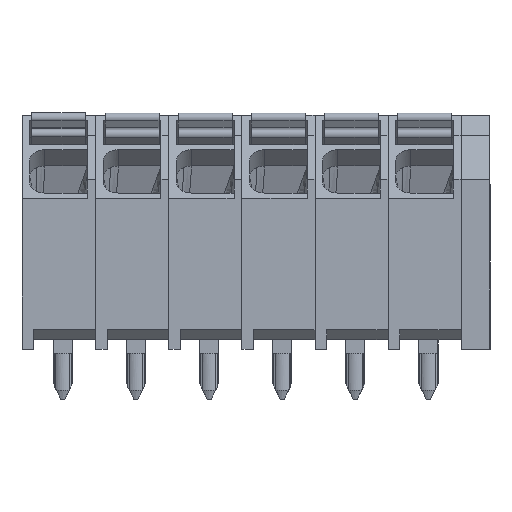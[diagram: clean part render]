
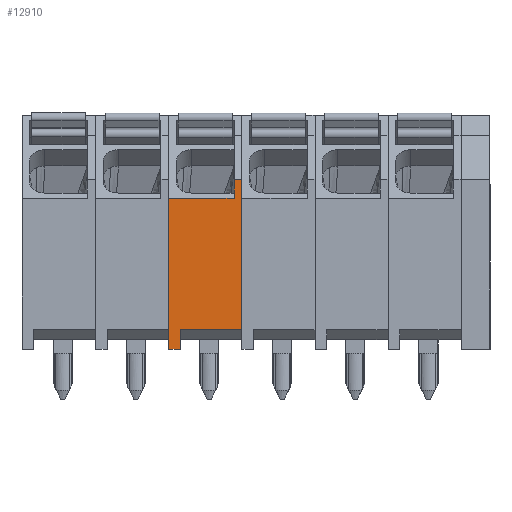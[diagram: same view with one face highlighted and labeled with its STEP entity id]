
A CAD part, front view. The second image highlights one B-rep face of the part: STEP entity #12910.
In plain terms, the highlighted planar face has unit normal (0, -1, 0).
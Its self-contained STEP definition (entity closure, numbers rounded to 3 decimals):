
#944=ORIENTED_EDGE('',*,*,#4750,.T.);
#945=ORIENTED_EDGE('',*,*,#4751,.T.);
#946=ORIENTED_EDGE('',*,*,#4560,.F.);
#947=ORIENTED_EDGE('',*,*,#4752,.T.);
#948=ORIENTED_EDGE('',*,*,#4753,.T.);
#949=ORIENTED_EDGE('',*,*,#4613,.T.);
#950=ORIENTED_EDGE('',*,*,#4642,.T.);
#951=ORIENTED_EDGE('',*,*,#4754,.F.);
#4560=EDGE_CURVE('',#6468,#6469,#7740,.T.);
#4613=EDGE_CURVE('',#6513,#6512,#7784,.T.);
#4642=EDGE_CURVE('',#6512,#6538,#7807,.T.);
#4750=EDGE_CURVE('',#6644,#6645,#7895,.T.);
#4751=EDGE_CURVE('',#6645,#6469,#7896,.T.);
#4752=EDGE_CURVE('',#6468,#6646,#7897,.T.);
#4753=EDGE_CURVE('',#6646,#6513,#7898,.T.);
#4754=EDGE_CURVE('',#6644,#6538,#7899,.T.);
#6468=VERTEX_POINT('',#18653);
#6469=VERTEX_POINT('',#18655);
#6512=VERTEX_POINT('',#18755);
#6513=VERTEX_POINT('',#18757);
#6538=VERTEX_POINT('',#18820);
#6644=VERTEX_POINT('',#19047);
#6645=VERTEX_POINT('',#19048);
#6646=VERTEX_POINT('',#19051);
#7740=LINE('',#18654,#9271);
#7784=LINE('',#18756,#9315);
#7807=LINE('',#18821,#9338);
#7895=LINE('',#19046,#9426);
#7896=LINE('',#19049,#9427);
#7897=LINE('',#19050,#9428);
#7898=LINE('',#19052,#9429);
#7899=LINE('',#19053,#9430);
#9271=VECTOR('',#14884,1000.);
#9315=VECTOR('',#14956,1000.);
#9338=VECTOR('',#14995,1000.);
#9426=VECTOR('',#15147,1000.);
#9427=VECTOR('',#15148,1000.);
#9428=VECTOR('',#15149,1000.);
#9429=VECTOR('',#15150,1000.);
#9430=VECTOR('',#15151,1000.);
#10780=EDGE_LOOP('',(#944,#945,#946,#947,#948,#949,#950,#951));
#11582=FACE_BOUND('',#10780,.T.);
#12369=PLANE('',#13756);
#12910=ADVANCED_FACE('',(#11582),#12369,.F.);
#13756=AXIS2_PLACEMENT_3D('',#19045,#15145,#15146);
#14884=DIRECTION('',(0.,0.,-1.));
#14956=DIRECTION('',(-1.,0.,0.));
#14995=DIRECTION('',(0.,0.,-1.));
#15145=DIRECTION('',(0.,1.,0.));
#15146=DIRECTION('',(0.,0.,1.));
#15147=DIRECTION('',(0.,0.,1.));
#15148=DIRECTION('',(1.,0.,0.));
#15149=DIRECTION('',(-1.,0.,0.));
#15150=DIRECTION('',(0.,0.,-1.));
#15151=DIRECTION('',(-1.,0.,0.));
#18653=CARTESIAN_POINT('',(1.905,-6.,4.85));
#18654=CARTESIAN_POINT('',(1.905,-6.,4.85));
#18655=CARTESIAN_POINT('',(1.905,-6.,-2.99));
#18755=CARTESIAN_POINT('',(-1.905,-6.,3.86));
#18756=CARTESIAN_POINT('',(1.495,-6.,3.86));
#18757=CARTESIAN_POINT('',(1.495,-6.,3.86));
#18820=CARTESIAN_POINT('',(-1.905,-6.,-4.));
#18821=CARTESIAN_POINT('',(-1.905,-6.,4.85));
#19045=CARTESIAN_POINT('',(1.905,-6.,4.85));
#19046=CARTESIAN_POINT('',(-1.305,-6.,-4.));
#19047=CARTESIAN_POINT('',(-1.305,-6.,-4.));
#19048=CARTESIAN_POINT('',(-1.305,-6.,-2.99));
#19049=CARTESIAN_POINT('',(1.905,-6.,-2.99));
#19050=CARTESIAN_POINT('',(1.905,-6.,4.85));
#19051=CARTESIAN_POINT('',(1.495,-6.,4.85));
#19052=CARTESIAN_POINT('',(1.495,-6.,3.86));
#19053=CARTESIAN_POINT('',(1.905,-6.,-4.));
